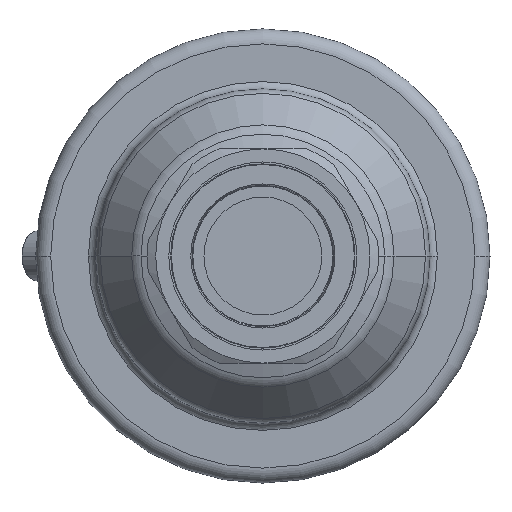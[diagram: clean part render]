
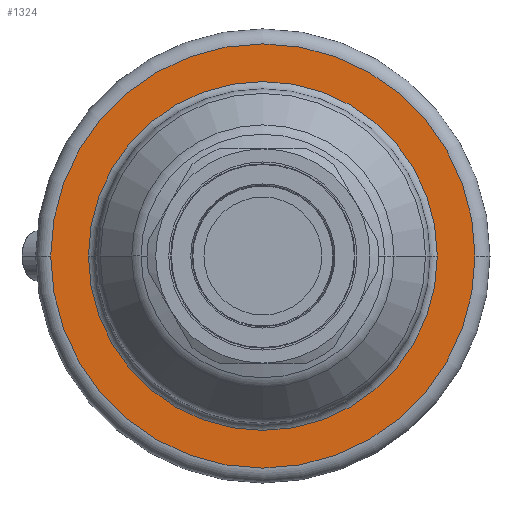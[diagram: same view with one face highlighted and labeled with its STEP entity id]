
A CAD part, front view. The second image highlights one B-rep face of the part: STEP entity #1324.
In plain terms, the highlighted planar face has unit normal (0, -1, 0).
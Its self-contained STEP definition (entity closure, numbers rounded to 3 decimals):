
#16=CARTESIAN_POINT('',(0.,-5.,0.));
#17=DIRECTION('',(0.,-1.,0.));
#18=DIRECTION('',(1.,0.,0.));
#19=AXIS2_PLACEMENT_3D('',#16,#17,#18);
#26=CARTESIAN_POINT('',(0.,-5.,0.));
#27=DIRECTION('',(0.,1.,0.));
#28=DIRECTION('',(1.,0.,0.));
#29=AXIS2_PLACEMENT_3D('',#26,#27,#28);
#379=CARTESIAN_POINT('',(0.,-5.,0.));
#380=DIRECTION('',(0.,1.,0.));
#381=DIRECTION('',(1.,0.,0.));
#382=AXIS2_PLACEMENT_3D('',#379,#380,#381);
#384=CARTESIAN_POINT('',(0.,-5.,0.));
#385=DIRECTION('',(0.,-1.,0.));
#386=DIRECTION('',(1.,0.,0.));
#387=AXIS2_PLACEMENT_3D('',#384,#385,#386);
#796=CARTESIAN_POINT('',(40.7,-5.,0.));
#798=VERTEX_POINT('',#796);
#800=CARTESIAN_POINT('',(-40.7,-5.,0.));
#802=VERTEX_POINT('',#800);
#807=CARTESIAN_POINT('',(49.5,-5.,0.));
#808=CARTESIAN_POINT('',(-49.5,-5.,0.));
#809=VERTEX_POINT('',#807);
#810=VERTEX_POINT('',#808);
#1309=CARTESIAN_POINT('',(0.,-5.,0.));
#1310=DIRECTION('',(0.,-1.,0.));
#1311=DIRECTION('',(-1.,0.,0.));
#1312=AXIS2_PLACEMENT_3D('',#1309,#1310,#1311);
#1313=PLANE('',#1312);
#1314=ORIENTED_EDGE('',*,*,#845,.F.);
#1315=ORIENTED_EDGE('',*,*,#859,.T.);
#1316=EDGE_LOOP('',(#1314,#1315));
#1317=FACE_OUTER_BOUND('',#1316,.F.);
#1319=ORIENTED_EDGE('',*,*,#1318,.F.);
#1321=ORIENTED_EDGE('',*,*,#1320,.T.);
#1322=EDGE_LOOP('',(#1319,#1321));
#1323=FACE_BOUND('',#1322,.F.);
#1324=ADVANCED_FACE('',(#1317,#1323),#1313,.T.);
#20=CIRCLE('',#19,49.5);
#30=CIRCLE('',#29,49.5);
#383=CIRCLE('',#382,40.7);
#388=CIRCLE('',#387,40.7);
#845=EDGE_CURVE('',#809,#810,#20,.T.);
#859=EDGE_CURVE('',#809,#810,#30,.T.);
#1318=EDGE_CURVE('',#798,#802,#383,.T.);
#1320=EDGE_CURVE('',#798,#802,#388,.T.);
